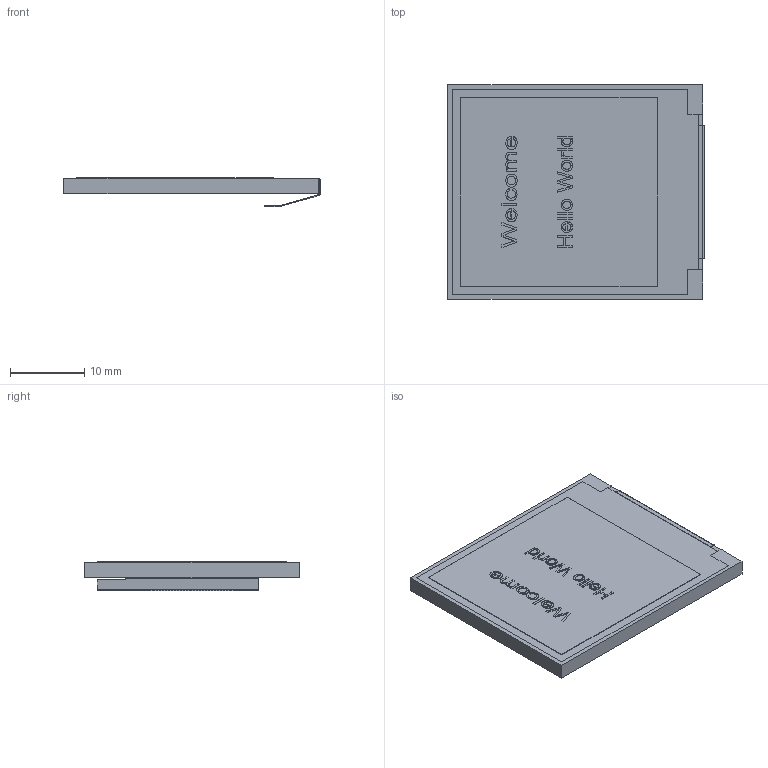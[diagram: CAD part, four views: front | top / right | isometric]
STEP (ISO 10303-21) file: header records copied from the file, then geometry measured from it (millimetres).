
FILE_DESCRIPTION(/* description */ (''),/* implementation_level */ '2;1');
FILE_NAME(/* name */ 'LCD_TFT_144.stp',/* time_stamp */ '2020-03-25T18:39:01+08:00',/* author */ (''),/* organization */ (''),/* preprocessor_version */ 'ST-DEVELOPER v15',/* originating_system */ 'SIEMENS PLM Software NX 8.5',/* authorisation */ '');
FILE_SCHEMA (('AUTOMOTIVE_DESIGN { 1 0 10303 214 3 1 1 1 }'));
Length unit declared in the file: millimetre
Products named in the file (1): LCD_TFT_144
Bounding box: 34.61 x 29 x 3.98 mm (x, y, z)
Volume: 2170.3 mm3; surface area: 6386.5 mm2
Topology: 35 solids, 35 shells, 418 faces, 1041 edges, 693 vertices
Faces by surface type: plane 317, extrusion 91, cylinder 10
Entity records: 13575 total; most frequent: CARTESIAN_POINT 3992, ORIENTED_EDGE 2082, DIRECTION 1478, EDGE_CURVE 1041, VECTOR 758, VERTEX_POINT 693, LINE 667, B_SPLINE_CURVE_WITH_KNOTS 433
